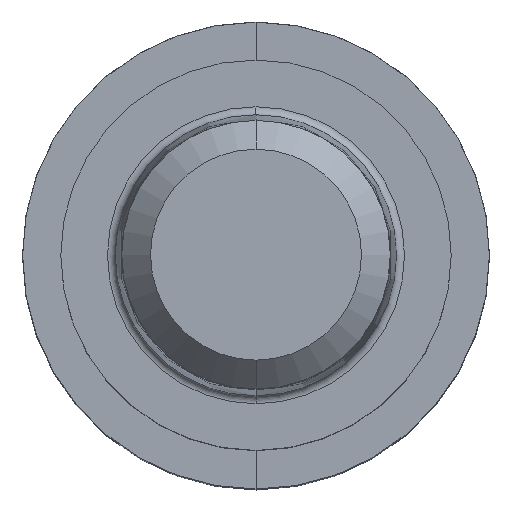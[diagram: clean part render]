
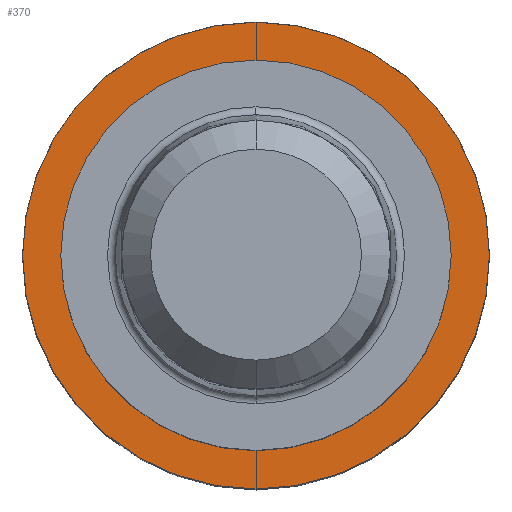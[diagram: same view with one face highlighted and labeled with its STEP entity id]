
A CAD part, top view. The second image highlights one B-rep face of the part: STEP entity #370.
In plain terms, the highlighted planar face has unit normal (0, 0, 1).
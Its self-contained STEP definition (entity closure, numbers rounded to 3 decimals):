
#304=EDGE_CURVE('',#348,#316,#597,.T.);
#306=EDGE_CURVE('',#352,#390,#599,.T.);
#316=VERTEX_POINT('',#609);
#328=EDGE_CURVE('',#316,#348,#622,.T.);
#348=VERTEX_POINT('',#645);
#352=VERTEX_POINT('',#649);
#370=ADVANCED_FACE('',(#670,#671),#672,.T.);
#390=VERTEX_POINT('',#697);
#406=EDGE_CURVE('',#390,#352,#715,.T.);
#597=CIRCLE('',#939,5.85);
#599=CIRCLE('',#942,6.995);
#609=CARTESIAN_POINT('',(0.0,5.85,-5.99));
#622=CIRCLE('',#972,5.85);
#645=CARTESIAN_POINT('',(0.,-5.85,-5.99));
#649=CARTESIAN_POINT('',(0.0,6.995,-5.99));
#670=FACE_OUTER_BOUND('',#1030,.T.);
#671=FACE_BOUND('',#1031,.T.);
#672=PLANE('',#1032);
#697=CARTESIAN_POINT('',(0.,-6.995,-5.99));
#715=CIRCLE('',#1088,6.995);
#939=AXIS2_PLACEMENT_3D('',#1322,#1323,#1324);
#942=AXIS2_PLACEMENT_3D('',#1325,#1326,#1327);
#972=AXIS2_PLACEMENT_3D('',#1343,#1344,#1345);
#1030=EDGE_LOOP('',(#1401,#1402));
#1031=EDGE_LOOP('',(#1403,#1404));
#1032=AXIS2_PLACEMENT_3D('',#1405,#1406,#1407);
#1088=AXIS2_PLACEMENT_3D('',#1466,#1467,#1468);
#1322=CARTESIAN_POINT('',(0.0,0.0,-5.99));
#1323=DIRECTION('',(0.0,0.0,-1.0));
#1324=DIRECTION('',(0.0,1.0,0.0));
#1325=CARTESIAN_POINT('',(0.0,0.0,-5.99));
#1326=DIRECTION('',(0.0,0.0,-1.0));
#1327=DIRECTION('',(0.0,1.0,0.0));
#1343=CARTESIAN_POINT('',(0.0,0.0,-5.99));
#1344=DIRECTION('',(0.0,0.0,-1.0));
#1345=DIRECTION('',(0.0,1.0,0.0));
#1401=ORIENTED_EDGE('',*,*,#306,.F.);
#1402=ORIENTED_EDGE('',*,*,#406,.F.);
#1403=ORIENTED_EDGE('',*,*,#328,.T.);
#1404=ORIENTED_EDGE('',*,*,#304,.T.);
#1405=CARTESIAN_POINT('',(0.0,6.422,-5.99));
#1406=DIRECTION('',(-0.0,0.0,1.0));
#1407=DIRECTION('',(0.0,-1.0,0.0));
#1466=CARTESIAN_POINT('',(0.0,0.0,-5.99));
#1467=DIRECTION('',(0.0,0.0,-1.0));
#1468=DIRECTION('',(0.0,1.0,0.0));
